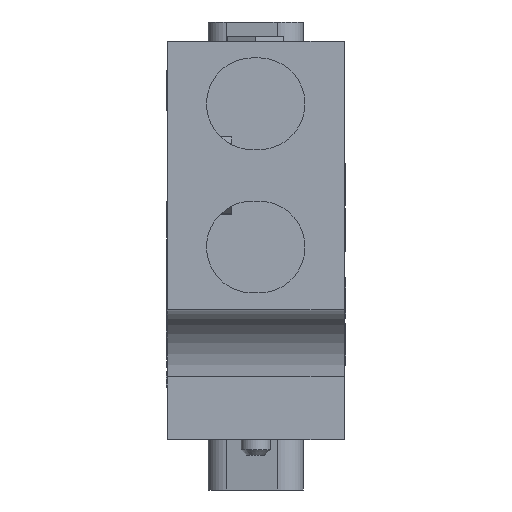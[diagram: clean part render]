
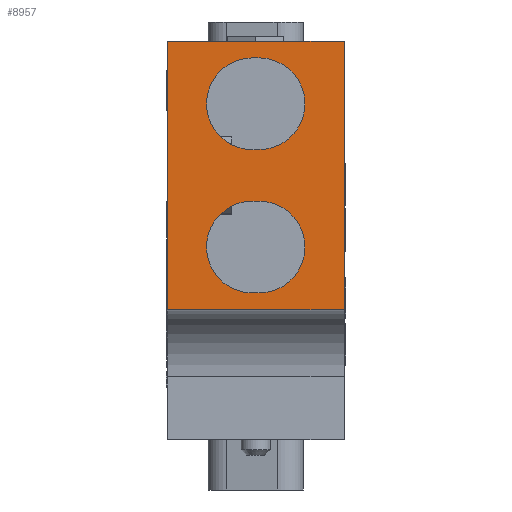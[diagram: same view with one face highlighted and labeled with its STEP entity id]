
A CAD part, front view. The second image highlights one B-rep face of the part: STEP entity #8957.
In plain terms, the highlighted face is planar.
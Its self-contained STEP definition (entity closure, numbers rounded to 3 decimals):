
#8662=FACE_BOUND('',#12252,.T.);
#8663=FACE_BOUND('',#12253,.T.);
#8664=FACE_BOUND('',#12254,.T.);
#8957=ADVANCED_FACE('',(#8662,#8663,#8664),#10119,.T.);
#10119=PLANE('',#30498);
#12252=EDGE_LOOP('',(#14147,#14148,#14149,#14150));
#12253=EDGE_LOOP('',(#14151,#14152,#14153,#14154));
#12254=EDGE_LOOP('',(#14155,#14156,#14157,#14158));
#13538=CIRCLE('',#30494,4.1);
#13539=CIRCLE('',#30495,4.1);
#13540=CIRCLE('',#30496,4.1);
#13541=CIRCLE('',#30497,4.1);
#14147=ORIENTED_EDGE('',*,*,#22281,.T.);
#14148=ORIENTED_EDGE('',*,*,#22282,.T.);
#14149=ORIENTED_EDGE('',*,*,#22283,.T.);
#14150=ORIENTED_EDGE('',*,*,#22284,.T.);
#14151=ORIENTED_EDGE('',*,*,#22007,.F.);
#14152=ORIENTED_EDGE('',*,*,#22285,.F.);
#14153=ORIENTED_EDGE('',*,*,#21918,.T.);
#14154=ORIENTED_EDGE('',*,*,#22286,.T.);
#14155=ORIENTED_EDGE('',*,*,#22287,.T.);
#14156=ORIENTED_EDGE('',*,*,#22288,.T.);
#14157=ORIENTED_EDGE('',*,*,#22289,.T.);
#14158=ORIENTED_EDGE('',*,*,#22290,.T.);
#19861=VERTEX_POINT('',#37344);
#19870=VERTEX_POINT('',#37362);
#19959=VERTEX_POINT('',#37541);
#19960=VERTEX_POINT('',#37543);
#20231=VERTEX_POINT('',#38091);
#20232=VERTEX_POINT('',#38092);
#20233=VERTEX_POINT('',#38094);
#20234=VERTEX_POINT('',#38096);
#20235=VERTEX_POINT('',#38101);
#20236=VERTEX_POINT('',#38102);
#20237=VERTEX_POINT('',#38104);
#20238=VERTEX_POINT('',#38106);
#21918=EDGE_CURVE('',#19861,#19870,#24956,.T.);
#22007=EDGE_CURVE('',#19959,#19960,#25043,.T.);
#22281=EDGE_CURVE('',#20231,#20232,#13538,.T.);
#22282=EDGE_CURVE('',#20232,#20233,#25306,.T.);
#22283=EDGE_CURVE('',#20233,#20234,#13539,.T.);
#22284=EDGE_CURVE('',#20234,#20231,#25307,.T.);
#22285=EDGE_CURVE('',#19861,#19959,#25308,.T.);
#22286=EDGE_CURVE('',#19870,#19960,#25309,.T.);
#22287=EDGE_CURVE('',#20235,#20236,#13540,.T.);
#22288=EDGE_CURVE('',#20236,#20237,#25310,.T.);
#22289=EDGE_CURVE('',#20237,#20238,#13541,.T.);
#22290=EDGE_CURVE('',#20238,#20235,#25311,.T.);
#24956=LINE('',#37363,#27711);
#25043=LINE('',#37542,#27798);
#25306=LINE('',#38093,#28061);
#25307=LINE('',#38097,#28062);
#25308=LINE('',#38098,#28063);
#25309=LINE('',#38099,#28064);
#25310=LINE('',#38103,#28065);
#25311=LINE('',#38107,#28066);
#27711=VECTOR('',#31876,1.);
#27798=VECTOR('',#31969,1.);
#28061=VECTOR('',#32262,1.);
#28062=VECTOR('',#32265,1.);
#28063=VECTOR('',#32266,1.);
#28064=VECTOR('',#32267,1.);
#28065=VECTOR('',#32270,1.);
#28066=VECTOR('',#32273,1.);
#30494=AXIS2_PLACEMENT_3D('',#38090,#32260,#32261);
#30495=AXIS2_PLACEMENT_3D('',#38095,#32263,#32264);
#30496=AXIS2_PLACEMENT_3D('',#38100,#32268,#32269);
#30497=AXIS2_PLACEMENT_3D('',#38105,#32271,#32272);
#30498=AXIS2_PLACEMENT_3D('',#38108,#32274,#32275);
#31876=DIRECTION('',(1.,0.,0.));
#31969=DIRECTION('',(1.,0.,0.));
#32260=DIRECTION('',(0.,0.,-1.));
#32261=DIRECTION('',(0.999,0.037,0.));
#32262=DIRECTION('',(0.,1.,0.));
#32263=DIRECTION('',(0.,0.,-1.));
#32264=DIRECTION('',(-1.,0.,0.));
#32265=DIRECTION('',(-0.006,-1.,0.));
#32266=DIRECTION('',(0.,1.,0.));
#32267=DIRECTION('',(0.,1.,0.));
#32268=DIRECTION('',(0.,0.,-1.));
#32269=DIRECTION('',(1.,0.,0.));
#32270=DIRECTION('',(-0.006,1.,0.));
#32271=DIRECTION('',(0.,0.,-1.));
#32272=DIRECTION('',(-1.,0.,0.));
#32273=DIRECTION('',(0.,-1.,0.));
#32274=DIRECTION('',(0.,0.,1.));
#32275=DIRECTION('',(1.,0.,0.));
#37344=CARTESIAN_POINT('',(-38.,-9.4,57.5));
#37362=CARTESIAN_POINT('',(-14.,-9.4,57.5));
#37363=CARTESIAN_POINT('',(-38.,-9.4,57.5));
#37541=CARTESIAN_POINT('',(-38.,6.4,57.5));
#37542=CARTESIAN_POINT('',(-38.,6.4,57.5));
#37543=CARTESIAN_POINT('',(-14.,6.4,57.5));
#38090=CARTESIAN_POINT('',(-32.4,-1.8,57.5));
#38091=CARTESIAN_POINT('',(-28.303,-1.65,57.5));
#38092=CARTESIAN_POINT('',(-36.5,-1.8,57.5));
#38093=CARTESIAN_POINT('',(-36.5,-1.8,57.5));
#38094=CARTESIAN_POINT('',(-36.5,-1.2,57.5));
#38095=CARTESIAN_POINT('',(-32.4,-1.2,57.5));
#38096=CARTESIAN_POINT('',(-28.3,-1.226,57.5));
#38097=CARTESIAN_POINT('',(-28.3,-1.226,57.5));
#38098=CARTESIAN_POINT('',(-38.,-9.4,57.5));
#38099=CARTESIAN_POINT('',(-14.,-9.4,57.5));
#38100=CARTESIAN_POINT('',(-19.6,-1.8,57.5));
#38101=CARTESIAN_POINT('',(-15.5,-1.8,57.5));
#38102=CARTESIAN_POINT('',(-23.697,-1.65,57.5));
#38103=CARTESIAN_POINT('',(-23.697,-1.65,57.5));
#38104=CARTESIAN_POINT('',(-23.7,-1.226,57.5));
#38105=CARTESIAN_POINT('',(-19.6,-1.2,57.5));
#38106=CARTESIAN_POINT('',(-15.5,-1.2,57.5));
#38107=CARTESIAN_POINT('',(-15.5,-1.2,57.5));
#38108=CARTESIAN_POINT('',(-38.,-9.4,57.5));
